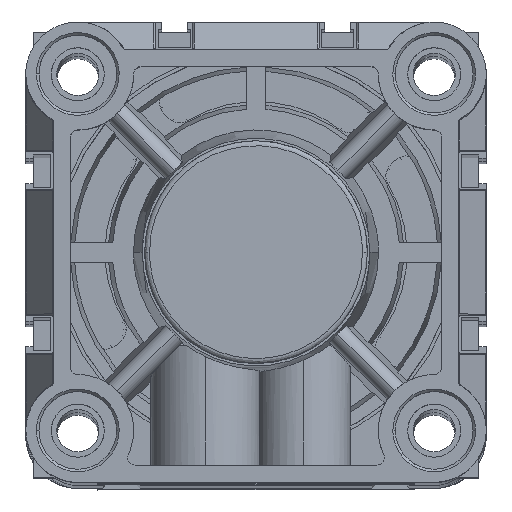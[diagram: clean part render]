
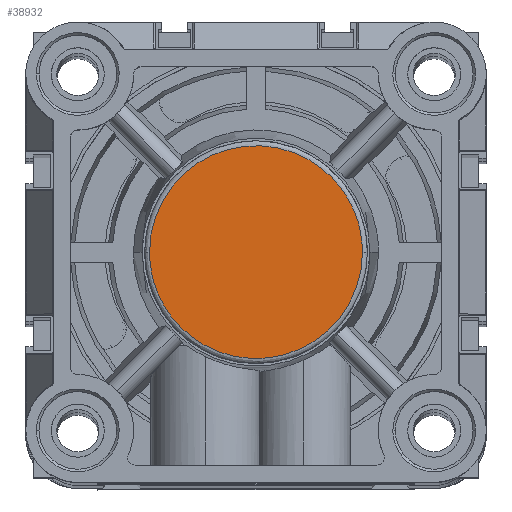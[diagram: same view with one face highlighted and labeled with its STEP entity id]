
A CAD part, top view. The second image highlights one B-rep face of the part: STEP entity #38932.
In plain terms, the highlighted planar face has unit normal (0, 0, 1).
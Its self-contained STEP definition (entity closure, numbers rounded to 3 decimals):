
#331 =( BOUNDED_CURVE ( )  B_SPLINE_CURVE ( 3, ( #15737, #41516, #26851, #4710 ),
 .UNSPECIFIED., .F., .F. ) 
 B_SPLINE_CURVE_WITH_KNOTS ( ( 4, 4 ),
 ( 0., 1. ),
 .UNSPECIFIED. ) 
 CURVE ( )  GEOMETRIC_REPRESENTATION_ITEM ( )  RATIONAL_B_SPLINE_CURVE ( ( 0.957, 0.319, 0.319, 0.957 ) ) 
 REPRESENTATION_ITEM ( '' )  );
#783 = CARTESIAN_POINT ( 'NONE',  ( 19.242, 19.242, 40. ) ) ;
#958 = VERTEX_POINT ( 'NONE', #6361 ) ;
#3736 = CARTESIAN_POINT ( 'NONE',  ( 62.5, 41., 40. ) ) ;
#4710 = CARTESIAN_POINT ( 'NONE',  ( 19.5, 41., 40. ) ) ;
#6361 = CARTESIAN_POINT ( 'NONE',  ( 62.5, 41., 40. ) ) ;
#11990 = PLANE ( 'NONE',  #31626 ) ;
#15691 = DIRECTION ( 'NONE',  ( 1., 0., 0. ) ) ;
#15737 = CARTESIAN_POINT ( 'NONE',  ( 62.5, 41., 40. ) ) ;
#16684 = EDGE_CURVE ( 'NONE', #28887, #958, #45564, .T. ) ;
#18151 = CARTESIAN_POINT ( 'NONE',  ( 19.5, 41., 40. ) ) ;
#20984 = EDGE_CURVE ( 'NONE', #958, #28887, #331, .T. ) ;
#25884 = CARTESIAN_POINT ( 'NONE',  ( 62.5, 84., 40. ) ) ;
#26851 = CARTESIAN_POINT ( 'NONE',  ( 19.5, -2., 40. ) ) ;
#28887 = VERTEX_POINT ( 'NONE', #38173 ) ;
#31626 = AXIS2_PLACEMENT_3D ( 'NONE', #783, #37795, #15691 ) ;
#32628 = ORIENTED_EDGE ( 'NONE', *, *, #16684, .F. ) ;
#32992 = CARTESIAN_POINT ( 'NONE',  ( 19.5, 84., 40. ) ) ;
#37795 = DIRECTION ( 'NONE',  ( 0., 0., 1. ) ) ;
#38173 = CARTESIAN_POINT ( 'NONE',  ( 19.5, 41., 40. ) ) ;
#38932 = ADVANCED_FACE ( 'NONE', ( #45756 ), #11990, .T. ) ;
#39635 = ORIENTED_EDGE ( 'NONE', *, *, #20984, .F. ) ;
#41273 = EDGE_LOOP ( 'NONE', ( #32628, #39635 ) ) ;
#41516 = CARTESIAN_POINT ( 'NONE',  ( 62.5, -2., 40. ) ) ;
#45564 =( BOUNDED_CURVE ( )  B_SPLINE_CURVE ( 3, ( #18151, #32992, #25884, #3736 ),
 .UNSPECIFIED., .F., .F. ) 
 B_SPLINE_CURVE_WITH_KNOTS ( ( 4, 4 ),
 ( 0., 1. ),
 .UNSPECIFIED. ) 
 CURVE ( )  GEOMETRIC_REPRESENTATION_ITEM ( )  RATIONAL_B_SPLINE_CURVE ( ( 0.957, 0.319, 0.319, 0.957 ) ) 
 REPRESENTATION_ITEM ( '' )  );
#45756 = FACE_OUTER_BOUND ( 'NONE', #41273, .T. ) ;
